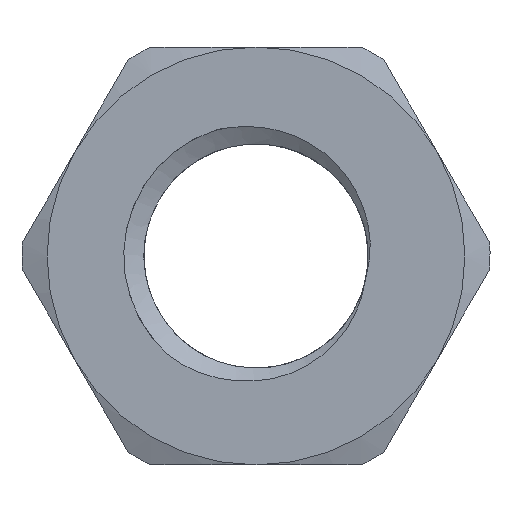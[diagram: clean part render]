
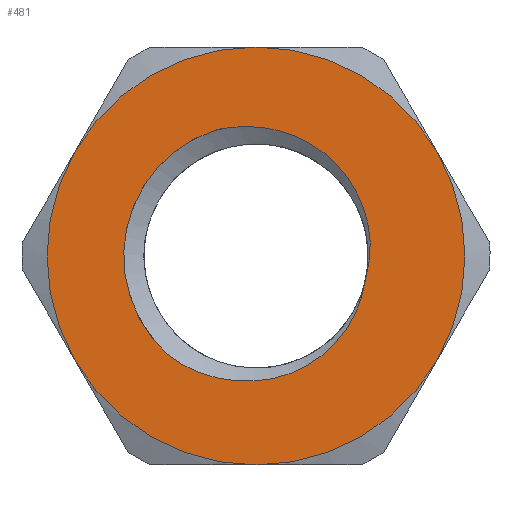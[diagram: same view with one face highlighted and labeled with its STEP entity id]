
A CAD part, left-side view. The second image highlights one B-rep face of the part: STEP entity #481.
In plain terms, the highlighted planar face has unit normal (-1, 0, 0).
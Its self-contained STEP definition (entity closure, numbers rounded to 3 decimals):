
#15=FACE_BOUND('',#180,.T.);
#83=PLANE('',#545);
#85=CIRCLE('',#492,4.239);
#88=CIRCLE('',#496,5.);
#89=CIRCLE('',#504,7.9);
#92=CIRCLE('',#508,7.9);
#94=CIRCLE('',#511,7.9);
#96=CIRCLE('',#514,7.9);
#97=CIRCLE('',#516,7.9);
#112=CIRCLE('',#543,7.9);
#149=FACE_OUTER_BOUND('',#179,.T.);
#179=EDGE_LOOP('',(#431,#432,#433,#434,#435,#436));
#180=EDGE_LOOP('',(#437,#438,#439,#440));
#183=B_SPLINE_CURVE_WITH_KNOTS('',3,(#760,#761,#762,#763,#764,#765,#766,
#767,#768,#769,#770,#771,#772),.UNSPECIFIED.,.F.,.F.,(4,3,3,3,4),(-0.952,
-0.892,-0.429,-0.21,0.),
 .UNSPECIFIED.);
#188=B_SPLINE_CURVE_WITH_KNOTS('',3,(#960,#961,#962,#963,#964,#965,#966,
#967,#968,#969,#970,#971,#972),.UNSPECIFIED.,.F.,.F.,(4,3,3,3,4),(-0.955,
-0.904,-0.469,-0.239,0.),
 .UNSPECIFIED.);
#191=VERTEX_POINT('',#758);
#192=VERTEX_POINT('',#759);
#195=VERTEX_POINT('',#853);
#197=VERTEX_POINT('',#959);
#202=VERTEX_POINT('',#1016);
#205=VERTEX_POINT('',#1030);
#214=VERTEX_POINT('',#1058);
#220=VERTEX_POINT('',#1079);
#226=VERTEX_POINT('',#1100);
#229=VERTEX_POINT('',#1114);
#235=EDGE_CURVE('',#191,#192,#183,.T.);
#239=EDGE_CURVE('',#192,#195,#85,.T.);
#242=EDGE_CURVE('',#195,#197,#188,.T.);
#246=EDGE_CURVE('',#191,#197,#88,.T.);
#283=EDGE_CURVE('',#202,#226,#89,.T.);
#286=EDGE_CURVE('',#229,#220,#92,.T.);
#288=EDGE_CURVE('',#220,#214,#94,.T.);
#290=EDGE_CURVE('',#226,#205,#96,.T.);
#291=EDGE_CURVE('',#205,#229,#97,.T.);
#306=EDGE_CURVE('',#214,#202,#112,.T.);
#431=ORIENTED_EDGE('',*,*,#288,.F.);
#432=ORIENTED_EDGE('',*,*,#286,.F.);
#433=ORIENTED_EDGE('',*,*,#291,.F.);
#434=ORIENTED_EDGE('',*,*,#290,.F.);
#435=ORIENTED_EDGE('',*,*,#283,.F.);
#436=ORIENTED_EDGE('',*,*,#306,.F.);
#437=ORIENTED_EDGE('',*,*,#246,.T.);
#438=ORIENTED_EDGE('',*,*,#242,.F.);
#439=ORIENTED_EDGE('',*,*,#239,.F.);
#440=ORIENTED_EDGE('',*,*,#235,.F.);
#481=ADVANCED_FACE('',(#149,#15),#83,.T.);
#492=AXIS2_PLACEMENT_3D('',#854,#551,#552);
#496=AXIS2_PLACEMENT_3D('',#1007,#559,#560);
#504=AXIS2_PLACEMENT_3D('',#1135,#587,#588);
#508=AXIS2_PLACEMENT_3D('',#1139,#595,#596);
#511=AXIS2_PLACEMENT_3D('',#1142,#601,#602);
#514=AXIS2_PLACEMENT_3D('',#1145,#607,#608);
#516=AXIS2_PLACEMENT_3D('',#1147,#611,#612);
#543=AXIS2_PLACEMENT_3D('',#1174,#665,#666);
#545=AXIS2_PLACEMENT_3D('',#1176,#669,#670);
#551=DIRECTION('center_axis',(-1.,0.,0.));
#552=DIRECTION('ref_axis',(0.,1.,0.));
#559=DIRECTION('center_axis',(1.,0.,0.));
#560=DIRECTION('ref_axis',(0.,0.,-1.));
#587=DIRECTION('center_axis',(1.,0.,0.));
#588=DIRECTION('ref_axis',(0.,-1.,0.));
#595=DIRECTION('center_axis',(1.,0.,0.));
#596=DIRECTION('ref_axis',(0.,-1.,0.));
#601=DIRECTION('center_axis',(1.,0.,0.));
#602=DIRECTION('ref_axis',(0.,-1.,0.));
#607=DIRECTION('center_axis',(1.,0.,0.));
#608=DIRECTION('ref_axis',(0.,-1.,0.));
#611=DIRECTION('center_axis',(1.,0.,0.));
#612=DIRECTION('ref_axis',(0.,-1.,0.));
#665=DIRECTION('center_axis',(1.,0.,0.));
#666=DIRECTION('ref_axis',(0.,-1.,0.));
#669=DIRECTION('center_axis',(-1.,0.,0.));
#670=DIRECTION('ref_axis',(0.,0.,1.));
#758=CARTESIAN_POINT('',(-3.2,3.346,-3.716));
#759=CARTESIAN_POINT('',(-3.2,-4.106,-1.054));
#760=CARTESIAN_POINT('Ctrl Pts',(-3.2,3.345,-3.722));
#761=CARTESIAN_POINT('Ctrl Pts',(-3.2,3.188,-3.846));
#762=CARTESIAN_POINT('Ctrl Pts',(-3.2,3.023,-3.959));
#763=CARTESIAN_POINT('Ctrl Pts',(-3.2,2.852,-4.061));
#764=CARTESIAN_POINT('Ctrl Pts',(-3.2,1.533,-4.847));
#765=CARTESIAN_POINT('Ctrl Pts',(-3.2,-0.198,-4.96));
#766=CARTESIAN_POINT('Ctrl Pts',(-3.2,-1.593,-4.317));
#767=CARTESIAN_POINT('Ctrl Pts',(-3.2,-2.252,-4.013));
#768=CARTESIAN_POINT('Ctrl Pts',(-3.2,-2.839,-3.539));
#769=CARTESIAN_POINT('Ctrl Pts',(-3.2,-3.279,-2.959));
#770=CARTESIAN_POINT('Ctrl Pts',(-3.2,-3.702,-2.401));
#771=CARTESIAN_POINT('Ctrl Pts',(-3.2,-3.991,-1.746));
#772=CARTESIAN_POINT('Ctrl Pts',(-3.2,-4.106,-1.054));
#853=CARTESIAN_POINT('',(-3.2,-4.18,-0.707));
#854=CARTESIAN_POINT('Origin',(-3.2,0.,0.));
#959=CARTESIAN_POINT('',(-3.2,1.545,4.755));
#960=CARTESIAN_POINT('Ctrl Pts',(-3.2,-4.184,-0.704));
#961=CARTESIAN_POINT('Ctrl Pts',(-3.2,-4.228,-0.538));
#962=CARTESIAN_POINT('Ctrl Pts',(-3.2,-4.262,-0.37));
#963=CARTESIAN_POINT('Ctrl Pts',(-3.2,-4.285,-0.201));
#964=CARTESIAN_POINT('Ctrl Pts',(-3.2,-4.477,1.221));
#965=CARTESIAN_POINT('Ctrl Pts',(-3.2,-3.886,2.73));
#966=CARTESIAN_POINT('Ctrl Pts',(-3.2,-2.819,3.694));
#967=CARTESIAN_POINT('Ctrl Pts',(-3.2,-2.253,4.204));
#968=CARTESIAN_POINT('Ctrl Pts',(-3.2,-1.551,4.566));
#969=CARTESIAN_POINT('Ctrl Pts',(-3.2,-0.809,4.751));
#970=CARTESIAN_POINT('Ctrl Pts',(-3.2,-0.039,4.942));
#971=CARTESIAN_POINT('Ctrl Pts',(-3.2,0.772,4.944));
#972=CARTESIAN_POINT('Ctrl Pts',(-3.2,1.545,4.755));
#1007=CARTESIAN_POINT('Origin',(-3.2,0.,0.));
#1016=CARTESIAN_POINT('',(-3.2,0.,7.9));
#1030=CARTESIAN_POINT('',(-3.2,-6.842,-3.95));
#1058=CARTESIAN_POINT('',(-3.2,6.842,3.95));
#1079=CARTESIAN_POINT('',(-3.2,6.842,-3.95));
#1100=CARTESIAN_POINT('',(-3.2,-6.842,3.95));
#1114=CARTESIAN_POINT('',(-3.2,0.,-7.9));
#1135=CARTESIAN_POINT('Origin',(-3.2,0.,0.));
#1139=CARTESIAN_POINT('Origin',(-3.2,0.,0.));
#1142=CARTESIAN_POINT('Origin',(-3.2,0.,0.));
#1145=CARTESIAN_POINT('Origin',(-3.2,0.,0.));
#1147=CARTESIAN_POINT('Origin',(-3.2,0.,0.));
#1174=CARTESIAN_POINT('Origin',(-3.2,0.,0.));
#1176=CARTESIAN_POINT('Origin',(-3.2,8.848,0.));
